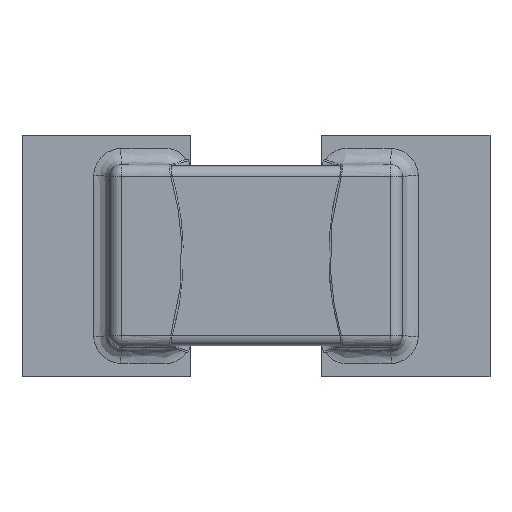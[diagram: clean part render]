
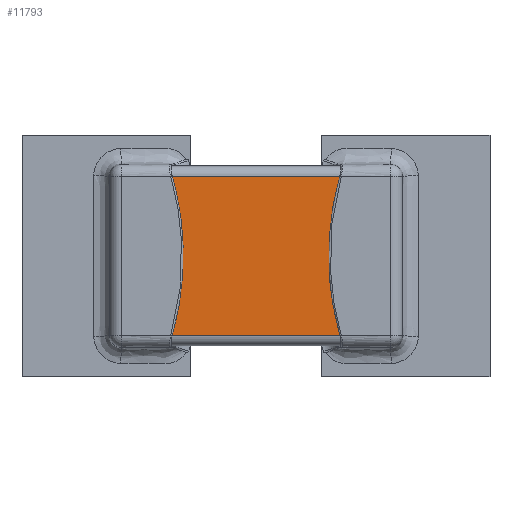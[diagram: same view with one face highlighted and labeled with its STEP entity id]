
A CAD part, top view. The second image highlights one B-rep face of the part: STEP entity #11793.
In plain terms, the highlighted planar face has unit normal (0, 0, 1).
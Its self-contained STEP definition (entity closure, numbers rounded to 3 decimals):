
#11218 = EDGE_CURVE('',#11219,#11221,#11223,.T.);
#11219 = VERTEX_POINT('',#11220);
#11220 = CARTESIAN_POINT('',(-0.9,-0.545,0.6));
#11221 = VERTEX_POINT('',#11222);
#11222 = CARTESIAN_POINT('',(0.9,-0.545,0.6));
#11223 = SURFACE_CURVE('',#11224,(#11228,#11240),.PCURVE_S1.);
#11224 = LINE('',#11225,#11226);
#11225 = CARTESIAN_POINT('',(-0.9,-0.545,0.6));
#11226 = VECTOR('',#11227,1.);
#11227 = DIRECTION('',(1.,0.,0.));
#11228 = PCURVE('',#11229,#11234);
#11229 = CYLINDRICAL_SURFACE('',#11230,0.07);
#11230 = AXIS2_PLACEMENT_3D('',#11231,#11232,#11233);
#11231 = CARTESIAN_POINT('',(-0.9,-0.545,0.53));
#11232 = DIRECTION('',(-1.,0.,0.));
#11233 = DIRECTION('',(0.,1.,0.));
#11234 = DEFINITIONAL_REPRESENTATION('',(#11235),#11239);
#11235 = LINE('',#11236,#11237);
#11236 = CARTESIAN_POINT('',(-1.571,0.));
#11237 = VECTOR('',#11238,1.);
#11238 = DIRECTION('',(-0.,-1.));
#11239 = ( GEOMETRIC_REPRESENTATION_CONTEXT(2) 
PARAMETRIC_REPRESENTATION_CONTEXT() REPRESENTATION_CONTEXT('2D SPACE',''
  ) );
#11240 = PCURVE('',#11241,#11246);
#11241 = PLANE('',#11242);
#11242 = AXIS2_PLACEMENT_3D('',#11243,#11244,#11245);
#11243 = CARTESIAN_POINT('',(-0.9,-0.545,0.6));
#11244 = DIRECTION('',(0.,0.,1.));
#11245 = DIRECTION('',(0.,1.,0.));
#11246 = DEFINITIONAL_REPRESENTATION('',(#11247),#11251);
#11247 = LINE('',#11248,#11249);
#11248 = CARTESIAN_POINT('',(0.,0.));
#11249 = VECTOR('',#11250,1.);
#11250 = DIRECTION('',(0.,-1.));
#11251 = ( GEOMETRIC_REPRESENTATION_CONTEXT(2) 
PARAMETRIC_REPRESENTATION_CONTEXT() REPRESENTATION_CONTEXT('2D SPACE',''
  ) );
#11270 = PLANE('',#11271);
#11271 = AXIS2_PLACEMENT_3D('',#11272,#11273,#11274);
#11272 = CARTESIAN_POINT('',(0.9,0.,0.31));
#11273 = DIRECTION('',(1.,0.,0.));
#11274 = DIRECTION('',(0.,0.,1.));
#11325 = PLANE('',#11326);
#11326 = AXIS2_PLACEMENT_3D('',#11327,#11328,#11329);
#11327 = CARTESIAN_POINT('',(-0.9,0.,0.31));
#11328 = DIRECTION('',(1.,0.,0.));
#11329 = DIRECTION('',(0.,0.,1.));
#11666 = CYLINDRICAL_SURFACE('',#11667,0.07);
#11667 = AXIS2_PLACEMENT_3D('',#11668,#11669,#11670);
#11668 = CARTESIAN_POINT('',(-0.9,0.545,0.53));
#11669 = DIRECTION('',(-1.,0.,0.));
#11670 = DIRECTION('',(0.,1.,0.));
#11726 = VERTEX_POINT('',#11727);
#11727 = CARTESIAN_POINT('',(0.9,0.545,0.6));
#11749 = EDGE_CURVE('',#11750,#11726,#11752,.T.);
#11750 = VERTEX_POINT('',#11751);
#11751 = CARTESIAN_POINT('',(-0.9,0.545,0.6));
#11752 = SURFACE_CURVE('',#11753,(#11757,#11764),.PCURVE_S1.);
#11753 = LINE('',#11754,#11755);
#11754 = CARTESIAN_POINT('',(-0.9,0.545,0.6));
#11755 = VECTOR('',#11756,1.);
#11756 = DIRECTION('',(1.,0.,0.));
#11757 = PCURVE('',#11666,#11758);
#11758 = DEFINITIONAL_REPRESENTATION('',(#11759),#11763);
#11759 = LINE('',#11760,#11761);
#11760 = CARTESIAN_POINT('',(-1.571,0.));
#11761 = VECTOR('',#11762,1.);
#11762 = DIRECTION('',(-0.,-1.));
#11763 = ( GEOMETRIC_REPRESENTATION_CONTEXT(2) 
PARAMETRIC_REPRESENTATION_CONTEXT() REPRESENTATION_CONTEXT('2D SPACE',''
  ) );
#11764 = PCURVE('',#11241,#11765);
#11765 = DEFINITIONAL_REPRESENTATION('',(#11766),#11770);
#11766 = LINE('',#11767,#11768);
#11767 = CARTESIAN_POINT('',(1.09,0.));
#11768 = VECTOR('',#11769,1.);
#11769 = DIRECTION('',(0.,-1.));
#11770 = ( GEOMETRIC_REPRESENTATION_CONTEXT(2) 
PARAMETRIC_REPRESENTATION_CONTEXT() REPRESENTATION_CONTEXT('2D SPACE',''
  ) );
#11793 = ADVANCED_FACE('',(#11794),#11241,.T.);
#11794 = FACE_BOUND('',#11795,.T.);
#11795 = EDGE_LOOP('',(#11796,#11797,#11818,#11819));
#11796 = ORIENTED_EDGE('',*,*,#11218,.T.);
#11797 = ORIENTED_EDGE('',*,*,#11798,.T.);
#11798 = EDGE_CURVE('',#11221,#11726,#11799,.T.);
#11799 = SURFACE_CURVE('',#11800,(#11804,#11811),.PCURVE_S1.);
#11800 = LINE('',#11801,#11802);
#11801 = CARTESIAN_POINT('',(0.9,-0.545,0.6));
#11802 = VECTOR('',#11803,1.);
#11803 = DIRECTION('',(0.,1.,0.));
#11804 = PCURVE('',#11241,#11805);
#11805 = DEFINITIONAL_REPRESENTATION('',(#11806),#11810);
#11806 = LINE('',#11807,#11808);
#11807 = CARTESIAN_POINT('',(0.,-1.8));
#11808 = VECTOR('',#11809,1.);
#11809 = DIRECTION('',(1.,0.));
#11810 = ( GEOMETRIC_REPRESENTATION_CONTEXT(2) 
PARAMETRIC_REPRESENTATION_CONTEXT() REPRESENTATION_CONTEXT('2D SPACE',''
  ) );
#11811 = PCURVE('',#11270,#11812);
#11812 = DEFINITIONAL_REPRESENTATION('',(#11813),#11817);
#11813 = LINE('',#11814,#11815);
#11814 = CARTESIAN_POINT('',(0.29,0.545));
#11815 = VECTOR('',#11816,1.);
#11816 = DIRECTION('',(0.,-1.));
#11817 = ( GEOMETRIC_REPRESENTATION_CONTEXT(2) 
PARAMETRIC_REPRESENTATION_CONTEXT() REPRESENTATION_CONTEXT('2D SPACE',''
  ) );
#11818 = ORIENTED_EDGE('',*,*,#11749,.F.);
#11819 = ORIENTED_EDGE('',*,*,#11820,.F.);
#11820 = EDGE_CURVE('',#11219,#11750,#11821,.T.);
#11821 = SURFACE_CURVE('',#11822,(#11826,#11833),.PCURVE_S1.);
#11822 = LINE('',#11823,#11824);
#11823 = CARTESIAN_POINT('',(-0.9,-0.545,0.6));
#11824 = VECTOR('',#11825,1.);
#11825 = DIRECTION('',(0.,1.,0.));
#11826 = PCURVE('',#11241,#11827);
#11827 = DEFINITIONAL_REPRESENTATION('',(#11828),#11832);
#11828 = LINE('',#11829,#11830);
#11829 = CARTESIAN_POINT('',(0.,0.));
#11830 = VECTOR('',#11831,1.);
#11831 = DIRECTION('',(1.,0.));
#11832 = ( GEOMETRIC_REPRESENTATION_CONTEXT(2) 
PARAMETRIC_REPRESENTATION_CONTEXT() REPRESENTATION_CONTEXT('2D SPACE',''
  ) );
#11833 = PCURVE('',#11325,#11834);
#11834 = DEFINITIONAL_REPRESENTATION('',(#11835),#11839);
#11835 = LINE('',#11836,#11837);
#11836 = CARTESIAN_POINT('',(0.29,0.545));
#11837 = VECTOR('',#11838,1.);
#11838 = DIRECTION('',(0.,-1.));
#11839 = ( GEOMETRIC_REPRESENTATION_CONTEXT(2) 
PARAMETRIC_REPRESENTATION_CONTEXT() REPRESENTATION_CONTEXT('2D SPACE',''
  ) );
